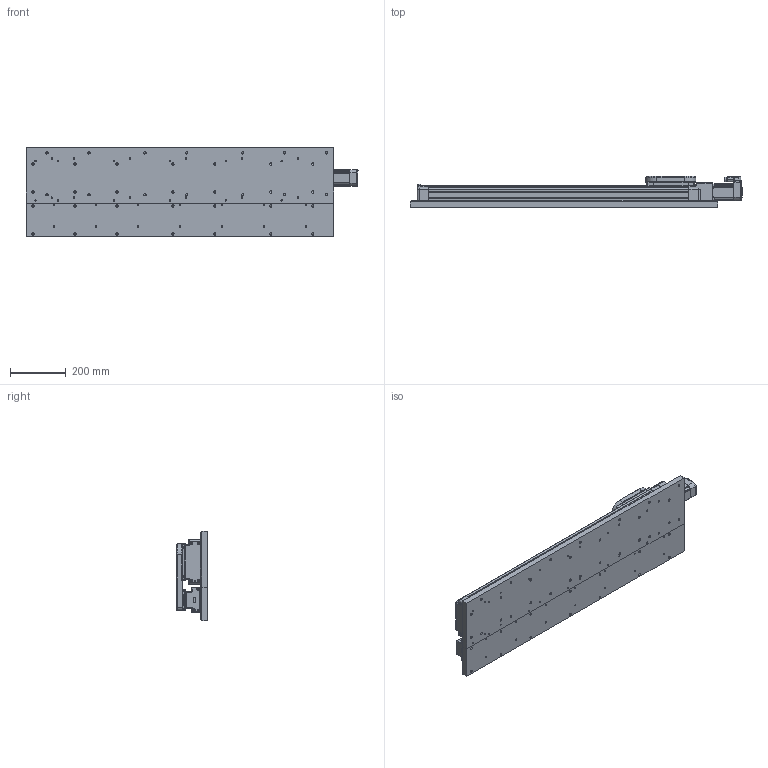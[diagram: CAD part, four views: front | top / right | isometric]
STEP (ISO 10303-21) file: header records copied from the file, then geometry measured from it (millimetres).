
FILE_DESCRIPTION(/* description */ (''),/* implementation_level */ '2;1');
FILE_NAME(/* name */ '7th_axis_irb120.stp',/* time_stamp */ '2020-07-03T18:25:20+01:00',/* author */ ('romanp'),/* organization */ (''),/* preprocessor_version */ 'ST-DEVELOPER v17',/* originating_system */ 'Autodesk Inventor 2019',/* authorisation */ '');
FILE_SCHEMA (('AUTOMOTIVE_DESIGN { 1 0 10303 214 3 1 1 }'));
Products named in the file (7): ABB_final; Part1_b; deska ABB v3; Part2_pad; LEFG40-S-800; LEJSH63NZA-800; 8LVA23_B1015D000_0_4
Assembly tree (6 placements, depth 2):
  ABB_final
    Part1_b
    deska ABB v3
    Part2_pad
    LEFG40-S-800
    LEJSH63NZA-800
    8LVA23_B1015D000_0_4
Bounding box: 1187 x 110.64 x 320 mm (x, y, z)
Volume: 23468801.8 mm3; surface area: 1982097.4 mm2
Topology: 18 solids, 18 shells, 1593 faces, 4435 edges, 2979 vertices
Faces by surface type: plane 788, cylinder 546, cone 152, bspline 48, torus 35, sphere 24
Full cylindrical faces by diameter (mm): 3.3 x38, 3.5 x3, 4 x2, 4.13 x1, 4.2 x6, 4.917 x42, 5.3 x1, 5.5 x6, 5.6 x6, 5.83 x4, 6 x3, 6.6 x14, 6.75 x8, 6.8 x20, 7 x2, 7.5 x4, 7.64 x1, 8 x7, 8.3 x4, 8.376 x42, 10 x8, 10.5 x4, 11 x12, 12 x10, 12.7 x2, 14 x3, 15 x1, 16.1 x2, 24 x1, 33 x1
Entity records: 58747 total; most frequent: CARTESIAN_POINT 16314, DIRECTION 8928, ORIENTED_EDGE 8692, EDGE_CURVE 4346, AXIS2_PLACEMENT_3D 3326, VERTEX_POINT 2979, LINE 2276, VECTOR 2276
